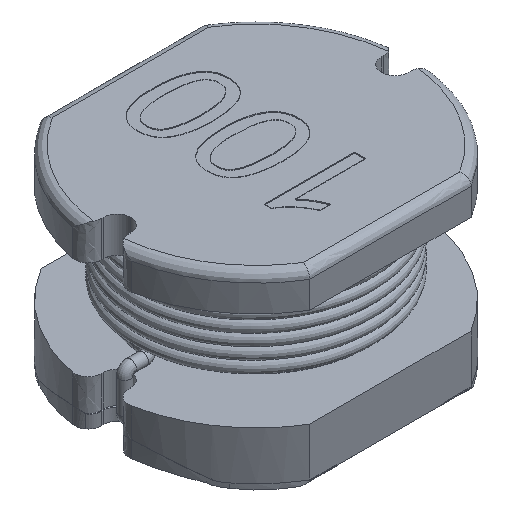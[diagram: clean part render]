
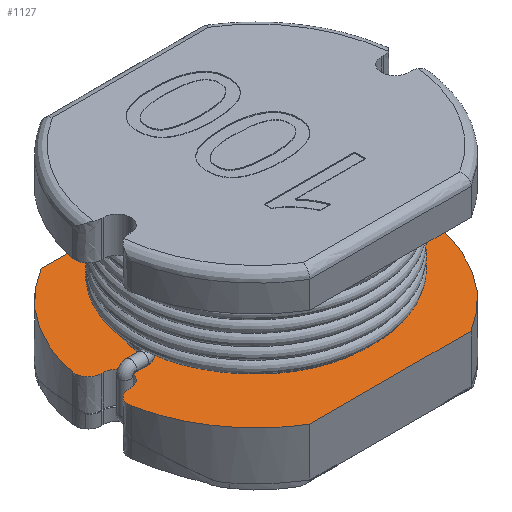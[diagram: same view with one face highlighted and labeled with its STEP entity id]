
A CAD part, isometric view. The second image highlights one B-rep face of the part: STEP entity #1127.
In plain terms, the highlighted free-form (B-spline) face has degree [1, 1] with [2, 2] control points.
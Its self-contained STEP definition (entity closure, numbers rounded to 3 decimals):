
#72=CARTESIAN_POINT('',(-0.901,-1.5,-1.5));
#73=VERTEX_POINT('',#72);
#79=CARTESIAN_POINT('',(0.901,-1.5,-1.5));
#80=VERTEX_POINT('',#79);
#81=CARTESIAN_POINT('',(-0.901,-1.5,-1.5));
#82=CARTESIAN_POINT('',(0.901,-1.5,-1.5));
#83=B_SPLINE_CURVE_WITH_KNOTS('',1,(#81,#82),.POLYLINE_FORM.,.F.,.U.,(2,2),(0.283,0.491),.UNSPECIFIED.);
#84=EDGE_CURVE('',#73,#80,#83,.T.);
#178=CARTESIAN_POINT('',(0.901,1.5,-1.5));
#179=VERTEX_POINT('',#178);
#185=CARTESIAN_POINT('',(-0.901,1.5,-1.5));
#186=VERTEX_POINT('',#185);
#187=CARTESIAN_POINT('',(0.901,1.5,-1.5));
#188=CARTESIAN_POINT('',(-0.901,1.5,-1.5));
#189=B_SPLINE_CURVE_WITH_KNOTS('',1,(#187,#188),.POLYLINE_FORM.,.F.,.U.,(2,2),(0.509,0.717),.UNSPECIFIED.);
#190=EDGE_CURVE('',#179,#186,#189,.T.);
#221=CARTESIAN_POINT('',(0.75,0.,-1.5));
#222=VERTEX_POINT('',#221);
#228=CARTESIAN_POINT('',(0.75,0.,-1.5));
#229=CARTESIAN_POINT('',(0.75,0.75,-1.5));
#230=CARTESIAN_POINT('',(0.,0.75,-1.5));
#231=CARTESIAN_POINT('',(-0.75,0.75,-1.5));
#232=CARTESIAN_POINT('',(-0.75,0.,-1.5));
#233=CARTESIAN_POINT('',(-0.75,-0.75,-1.5));
#234=CARTESIAN_POINT('',(0.,-0.75,-1.5));
#235=CARTESIAN_POINT('',(0.75,-0.75,-1.5));
#236=CARTESIAN_POINT('',(0.75,0.,-1.5));
#237=(BOUNDED_CURVE()B_SPLINE_CURVE(2,(#228,#229,#230,#231,#232,#233,#234,#235,#236),.CIRCULAR_ARC.,.T.,.U.)B_SPLINE_CURVE_WITH_KNOTS((3,2,2,2,3),(0.,0.25,0.5,0.75,1.),.UNSPECIFIED.)CURVE()GEOMETRIC_REPRESENTATION_ITEM()RATIONAL_B_SPLINE_CURVE((1.,0.707,1.,0.707,1.,0.707,1.,0.707,1.))REPRESENTATION_ITEM(''));
#238=EDGE_CURVE('',#222,#222,#237,.T.);
#403=CARTESIAN_POINT('',(-1.719,0.328,-1.5));
#404=VERTEX_POINT('',#403);
#405=CARTESIAN_POINT('',(-0.901,1.5,-1.5));
#406=CARTESIAN_POINT('',(-1.572,1.097,-1.5));
#407=CARTESIAN_POINT('',(-1.719,0.328,-1.5));
#408=(BOUNDED_CURVE()B_SPLINE_CURVE(2,(#405,#406,#407),.CIRCULAR_ARC.,.F.,.U.)B_SPLINE_CURVE_WITH_KNOTS((3,3),(0.,0.416),.UNSPECIFIED.)CURVE()GEOMETRIC_REPRESENTATION_ITEM()RATIONAL_B_SPLINE_CURVE((1.,0.798,0.764))REPRESENTATION_ITEM(''));
#409=EDGE_CURVE('',#186,#404,#408,.T.);
#531=CARTESIAN_POINT('',(-1.719,-0.328,-1.5));
#532=VERTEX_POINT('',#531);
#538=CARTESIAN_POINT('',(-1.719,-0.328,-1.5));
#539=CARTESIAN_POINT('',(-1.572,-1.097,-1.5));
#540=CARTESIAN_POINT('',(-0.901,-1.5,-1.5));
#541=(BOUNDED_CURVE()B_SPLINE_CURVE(2,(#538,#539,#540),.CIRCULAR_ARC.,.F.,.U.)B_SPLINE_CURVE_WITH_KNOTS((3,3),(0.584,1.),.UNSPECIFIED.)CURVE()GEOMETRIC_REPRESENTATION_ITEM()RATIONAL_B_SPLINE_CURVE((0.764,0.798,1.))REPRESENTATION_ITEM(''));
#542=EDGE_CURVE('',#532,#73,#541,.T.);
#718=CARTESIAN_POINT('',(1.719,-0.328,-1.5));
#719=VERTEX_POINT('',#718);
#720=CARTESIAN_POINT('',(0.901,-1.5,-1.5));
#721=CARTESIAN_POINT('',(1.572,-1.097,-1.5));
#722=CARTESIAN_POINT('',(1.719,-0.328,-1.5));
#723=(BOUNDED_CURVE()B_SPLINE_CURVE(2,(#720,#721,#722),.CIRCULAR_ARC.,.F.,.U.)B_SPLINE_CURVE_WITH_KNOTS((3,3),(0.,0.416),.UNSPECIFIED.)CURVE()GEOMETRIC_REPRESENTATION_ITEM()RATIONAL_B_SPLINE_CURVE((1.,0.798,0.764))REPRESENTATION_ITEM(''));
#724=EDGE_CURVE('',#80,#719,#723,.T.);
#847=CARTESIAN_POINT('',(1.719,0.328,-1.5));
#848=VERTEX_POINT('',#847);
#854=CARTESIAN_POINT('',(1.719,0.328,-1.5));
#855=CARTESIAN_POINT('',(1.572,1.097,-1.5));
#856=CARTESIAN_POINT('',(0.901,1.5,-1.5));
#857=(BOUNDED_CURVE()B_SPLINE_CURVE(2,(#854,#855,#856),.CIRCULAR_ARC.,.F.,.U.)B_SPLINE_CURVE_WITH_KNOTS((3,3),(0.584,1.),.UNSPECIFIED.)CURVE()GEOMETRIC_REPRESENTATION_ITEM()RATIONAL_B_SPLINE_CURVE((0.764,0.798,1.))REPRESENTATION_ITEM(''));
#858=EDGE_CURVE('',#848,#179,#857,.T.);
#1031=CARTESIAN_POINT('',(-1.744,-1.5,-1.5));
#1032=CARTESIAN_POINT('',(-1.744,1.5,-1.5));
#1033=CARTESIAN_POINT('',(1.744,-1.5,-1.5));
#1034=CARTESIAN_POINT('',(1.744,1.5,-1.5));
#1035=B_SPLINE_SURFACE_WITH_KNOTS('',1,1,((#1031,#1032),(#1033,#1034)),.PLANE_SURF.,.F.,.F.,.U.,(2,2),(2,2),(0.053,0.947),(0.115,0.885),.UNSPECIFIED.);
#1036=CARTESIAN_POINT('',(-1.572,0.15,-1.5));
#1037=VERTEX_POINT('',#1036);
#1038=CARTESIAN_POINT('',(-1.572,0.15,-1.5));
#1039=CARTESIAN_POINT('',(-1.642,0.15,-1.5));
#1040=CARTESIAN_POINT('',(-1.732,0.259,-1.5));
#1041=CARTESIAN_POINT('',(-1.719,0.328,-1.5));
#1042=(BOUNDED_CURVE()B_SPLINE_CURVE(2,(#1038,#1039,#1040,#1041),.UNSPECIFIED.,.F.,.U.)B_SPLINE_CURVE_WITH_KNOTS((3,1,3),(0.,0.5,1.),.UNSPECIFIED.)CURVE()GEOMETRIC_REPRESENTATION_ITEM()RATIONAL_B_SPLINE_CURVE((1.,0.819,0.819,1.))REPRESENTATION_ITEM(''));
#1043=EDGE_CURVE('',#1037,#404,#1042,.T.);
#1044=ORIENTED_EDGE('',*,*,#1043,.F.);
#1045=CARTESIAN_POINT('',(-1.55,0.15,-1.5));
#1046=VERTEX_POINT('',#1045);
#1047=CARTESIAN_POINT('',(-1.55,0.15,-1.5));
#1048=CARTESIAN_POINT('',(-1.572,0.15,-1.5));
#1049=B_SPLINE_CURVE_WITH_KNOTS('',1,(#1047,#1048),.POLYLINE_FORM.,.F.,.U.,(2,2),(0.702,0.705),.UNSPECIFIED.);
#1050=EDGE_CURVE('',#1046,#1037,#1049,.T.);
#1051=ORIENTED_EDGE('',*,*,#1050,.F.);
#1052=CARTESIAN_POINT('',(-1.55,-0.15,-1.5));
#1053=VERTEX_POINT('',#1052);
#1054=CARTESIAN_POINT('',(-1.55,0.15,-1.5));
#1055=CARTESIAN_POINT('',(-1.4,0.15,-1.5));
#1056=CARTESIAN_POINT('',(-1.4,0.,-1.5));
#1057=CARTESIAN_POINT('',(-1.4,-0.15,-1.5));
#1058=CARTESIAN_POINT('',(-1.55,-0.15,-1.5));
#1059=(BOUNDED_CURVE()B_SPLINE_CURVE(2,(#1054,#1055,#1056,#1057,#1058),.CIRCULAR_ARC.,.F.,.U.)B_SPLINE_CURVE_WITH_KNOTS((3,2,3),(0.,0.5,1.),.UNSPECIFIED.)CURVE()GEOMETRIC_REPRESENTATION_ITEM()RATIONAL_B_SPLINE_CURVE((1.,0.707,1.,0.707,1.))REPRESENTATION_ITEM(''));
#1060=EDGE_CURVE('',#1046,#1053,#1059,.T.);
#1061=ORIENTED_EDGE('',*,*,#1060,.T.);
#1062=CARTESIAN_POINT('',(-1.572,-0.15,-1.5));
#1063=VERTEX_POINT('',#1062);
#1064=CARTESIAN_POINT('',(-1.572,-0.15,-1.5));
#1065=CARTESIAN_POINT('',(-1.55,-0.15,-1.5));
#1066=B_SPLINE_CURVE_WITH_KNOTS('',1,(#1064,#1065),.POLYLINE_FORM.,.F.,.U.,(2,2),(0.295,0.298),.UNSPECIFIED.);
#1067=EDGE_CURVE('',#1063,#1053,#1066,.T.);
#1068=ORIENTED_EDGE('',*,*,#1067,.F.);
#1069=CARTESIAN_POINT('',(-1.572,-0.15,-1.5));
#1070=CARTESIAN_POINT('',(-1.642,-0.15,-1.5));
#1071=CARTESIAN_POINT('',(-1.732,-0.259,-1.5));
#1072=CARTESIAN_POINT('',(-1.719,-0.328,-1.5));
#1073=(BOUNDED_CURVE()B_SPLINE_CURVE(2,(#1069,#1070,#1071,#1072),.UNSPECIFIED.,.F.,.U.)B_SPLINE_CURVE_WITH_KNOTS((3,1,3),(0.,0.5,1.),.UNSPECIFIED.)CURVE()GEOMETRIC_REPRESENTATION_ITEM()RATIONAL_B_SPLINE_CURVE((1.,0.819,0.819,1.))REPRESENTATION_ITEM(''));
#1074=EDGE_CURVE('',#1063,#532,#1073,.T.);
#1075=ORIENTED_EDGE('',*,*,#1074,.T.);
#1076=ORIENTED_EDGE('',*,*,#542,.T.);
#1077=ORIENTED_EDGE('',*,*,#84,.T.);
#1078=ORIENTED_EDGE('',*,*,#724,.T.);
#1079=CARTESIAN_POINT('',(1.572,-0.15,-1.5));
#1080=VERTEX_POINT('',#1079);
#1081=CARTESIAN_POINT('',(1.572,-0.15,-1.5));
#1082=CARTESIAN_POINT('',(1.642,-0.15,-1.5));
#1083=CARTESIAN_POINT('',(1.732,-0.259,-1.5));
#1084=CARTESIAN_POINT('',(1.719,-0.328,-1.5));
#1085=(BOUNDED_CURVE()B_SPLINE_CURVE(2,(#1081,#1082,#1083,#1084),.UNSPECIFIED.,.F.,.U.)B_SPLINE_CURVE_WITH_KNOTS((3,1,3),(0.,0.5,1.),.UNSPECIFIED.)CURVE()GEOMETRIC_REPRESENTATION_ITEM()RATIONAL_B_SPLINE_CURVE((1.,0.819,0.819,1.))REPRESENTATION_ITEM(''));
#1086=EDGE_CURVE('',#1080,#719,#1085,.T.);
#1087=ORIENTED_EDGE('',*,*,#1086,.F.);
#1088=CARTESIAN_POINT('',(1.55,-0.15,-1.5));
#1089=VERTEX_POINT('',#1088);
#1090=CARTESIAN_POINT('',(1.55,-0.15,-1.5));
#1091=CARTESIAN_POINT('',(1.572,-0.15,-1.5));
#1092=B_SPLINE_CURVE_WITH_KNOTS('',1,(#1090,#1091),.POLYLINE_FORM.,.F.,.U.,(2,2),(0.702,0.705),.UNSPECIFIED.);
#1093=EDGE_CURVE('',#1089,#1080,#1092,.T.);
#1094=ORIENTED_EDGE('',*,*,#1093,.F.);
#1095=CARTESIAN_POINT('',(1.55,0.15,-1.5));
#1096=VERTEX_POINT('',#1095);
#1097=CARTESIAN_POINT('',(1.55,-0.15,-1.5));
#1098=CARTESIAN_POINT('',(1.4,-0.15,-1.5));
#1099=CARTESIAN_POINT('',(1.4,0.,-1.5));
#1100=CARTESIAN_POINT('',(1.4,0.15,-1.5));
#1101=CARTESIAN_POINT('',(1.55,0.15,-1.5));
#1102=(BOUNDED_CURVE()B_SPLINE_CURVE(2,(#1097,#1098,#1099,#1100,#1101),.CIRCULAR_ARC.,.F.,.U.)B_SPLINE_CURVE_WITH_KNOTS((3,2,3),(0.,0.5,1.),.UNSPECIFIED.)CURVE()GEOMETRIC_REPRESENTATION_ITEM()RATIONAL_B_SPLINE_CURVE((1.,0.707,1.,0.707,1.))REPRESENTATION_ITEM(''));
#1103=EDGE_CURVE('',#1089,#1096,#1102,.T.);
#1104=ORIENTED_EDGE('',*,*,#1103,.T.);
#1105=CARTESIAN_POINT('',(1.572,0.15,-1.5));
#1106=VERTEX_POINT('',#1105);
#1107=CARTESIAN_POINT('',(1.572,0.15,-1.5));
#1108=CARTESIAN_POINT('',(1.55,0.15,-1.5));
#1109=B_SPLINE_CURVE_WITH_KNOTS('',1,(#1107,#1108),.POLYLINE_FORM.,.F.,.U.,(2,2),(0.295,0.298),.UNSPECIFIED.);
#1110=EDGE_CURVE('',#1106,#1096,#1109,.T.);
#1111=ORIENTED_EDGE('',*,*,#1110,.F.);
#1112=CARTESIAN_POINT('',(1.572,0.15,-1.5));
#1113=CARTESIAN_POINT('',(1.642,0.15,-1.5));
#1114=CARTESIAN_POINT('',(1.732,0.259,-1.5));
#1115=CARTESIAN_POINT('',(1.719,0.328,-1.5));
#1116=(BOUNDED_CURVE()B_SPLINE_CURVE(2,(#1112,#1113,#1114,#1115),.UNSPECIFIED.,.F.,.U.)B_SPLINE_CURVE_WITH_KNOTS((3,1,3),(0.,0.5,1.),.UNSPECIFIED.)CURVE()GEOMETRIC_REPRESENTATION_ITEM()RATIONAL_B_SPLINE_CURVE((1.,0.819,0.819,1.))REPRESENTATION_ITEM(''));
#1117=EDGE_CURVE('',#1106,#848,#1116,.T.);
#1118=ORIENTED_EDGE('',*,*,#1117,.T.);
#1119=ORIENTED_EDGE('',*,*,#858,.T.);
#1120=ORIENTED_EDGE('',*,*,#190,.T.);
#1121=ORIENTED_EDGE('',*,*,#409,.T.);
#1122=EDGE_LOOP('',(#1044,#1051,#1061,#1068,#1075,#1076,#1077,#1078,#1087,#1094,#1104,#1111,#1118,#1119,#1120,#1121));
#1123=FACE_OUTER_BOUND('',#1122,.T.);
#1124=ORIENTED_EDGE('',*,*,#238,.F.);
#1125=EDGE_LOOP('',(#1124));
#1126=FACE_BOUND('',#1125,.T.);
#1127=ADVANCED_FACE('',(#1123,#1126),#1035,.T.);
